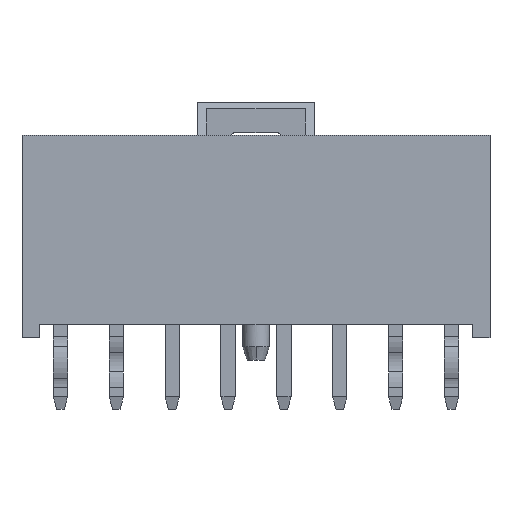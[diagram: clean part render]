
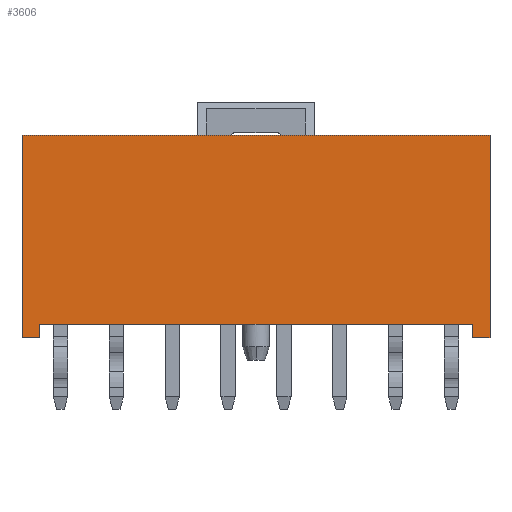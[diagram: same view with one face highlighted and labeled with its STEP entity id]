
A CAD part, front view. The second image highlights one B-rep face of the part: STEP entity #3606.
In plain terms, the highlighted planar face has unit normal (0, -1, 0).
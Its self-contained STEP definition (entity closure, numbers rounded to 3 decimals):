
#1=DIRECTION('',(-1.,0.,0.));
#2=VECTOR('',#1,19.34);
#3=CARTESIAN_POINT('',(9.67,-1.74,-4.23));
#4=LINE('',#3,#2);
#5=DIRECTION('',(0.,0.,-1.));
#6=VECTOR('',#5,0.6);
#7=CARTESIAN_POINT('',(-9.67,-1.74,-4.23));
#8=LINE('',#7,#6);
#9=DIRECTION('',(1.,0.,0.));
#10=VECTOR('',#9,20.94);
#11=CARTESIAN_POINT('',(-10.47,-1.74,4.23));
#12=LINE('',#11,#10);
#13=DIRECTION('',(0.,0.,-1.));
#14=VECTOR('',#13,9.06);
#15=CARTESIAN_POINT('',(10.47,-1.74,4.23));
#16=LINE('',#15,#14);
#2510=DIRECTION('',(0.,0.,-1.));
#2511=VECTOR('',#2510,0.6);
#2512=CARTESIAN_POINT('',(9.67,-1.74,-4.23));
#2513=LINE('',#2512,#2511);
#2530=DIRECTION('',(-1.,0.,0.));
#2531=VECTOR('',#2530,0.8);
#2532=CARTESIAN_POINT('',(10.47,-1.74,-4.83));
#2533=LINE('',#2532,#2531);
#2566=DIRECTION('',(-1.,0.,0.));
#2567=VECTOR('',#2566,0.8);
#2568=CARTESIAN_POINT('',(-9.67,-1.74,-4.83));
#2569=LINE('',#2568,#2567);
#2578=DIRECTION('',(0.,0.,-1.));
#2579=VECTOR('',#2578,9.06);
#2580=CARTESIAN_POINT('',(-10.47,-1.74,4.23));
#2581=LINE('',#2580,#2579);
#2748=CARTESIAN_POINT('',(-10.47,-1.74,4.23));
#2749=CARTESIAN_POINT('',(10.47,-1.74,4.23));
#2750=VERTEX_POINT('',#2748);
#2751=VERTEX_POINT('',#2749);
#2776=CARTESIAN_POINT('',(10.47,-1.74,-4.83));
#2777=CARTESIAN_POINT('',(9.67,-1.74,-4.83));
#2778=VERTEX_POINT('',#2776);
#2779=VERTEX_POINT('',#2777);
#2792=CARTESIAN_POINT('',(-10.47,-1.74,-4.83));
#2794=VERTEX_POINT('',#2792);
#2798=CARTESIAN_POINT('',(-9.67,-1.74,-4.83));
#2799=VERTEX_POINT('',#2798);
#2806=CARTESIAN_POINT('',(9.67,-1.74,-4.23));
#2808=VERTEX_POINT('',#2806);
#2822=CARTESIAN_POINT('',(-9.67,-1.74,-4.23));
#2823=VERTEX_POINT('',#2822);
#3583=CARTESIAN_POINT('',(0.,-1.74,0.));
#3584=DIRECTION('',(0.,1.,0.));
#3585=DIRECTION('',(1.,0.,0.));
#3586=AXIS2_PLACEMENT_3D('',#3583,#3584,#3585);
#3587=PLANE('',#3586);
#3589=ORIENTED_EDGE('',*,*,#3588,.T.);
#3591=ORIENTED_EDGE('',*,*,#3590,.T.);
#3593=ORIENTED_EDGE('',*,*,#3592,.T.);
#3595=ORIENTED_EDGE('',*,*,#3594,.F.);
#3597=ORIENTED_EDGE('',*,*,#3596,.T.);
#3599=ORIENTED_EDGE('',*,*,#3598,.T.);
#3601=ORIENTED_EDGE('',*,*,#3600,.T.);
#3603=ORIENTED_EDGE('',*,*,#3602,.F.);
#3604=EDGE_LOOP('',(#3589,#3591,#3593,#3595,#3597,#3599,#3601,#3603));
#3605=FACE_OUTER_BOUND('',#3604,.F.);
#3606=ADVANCED_FACE('',(#3605),#3587,.F.);
#3588=EDGE_CURVE('',#2808,#2823,#4,.T.);
#3590=EDGE_CURVE('',#2823,#2799,#8,.T.);
#3592=EDGE_CURVE('',#2799,#2794,#2569,.T.);
#3594=EDGE_CURVE('',#2750,#2794,#2581,.T.);
#3596=EDGE_CURVE('',#2750,#2751,#12,.T.);
#3598=EDGE_CURVE('',#2751,#2778,#16,.T.);
#3600=EDGE_CURVE('',#2778,#2779,#2533,.T.);
#3602=EDGE_CURVE('',#2808,#2779,#2513,.T.);
